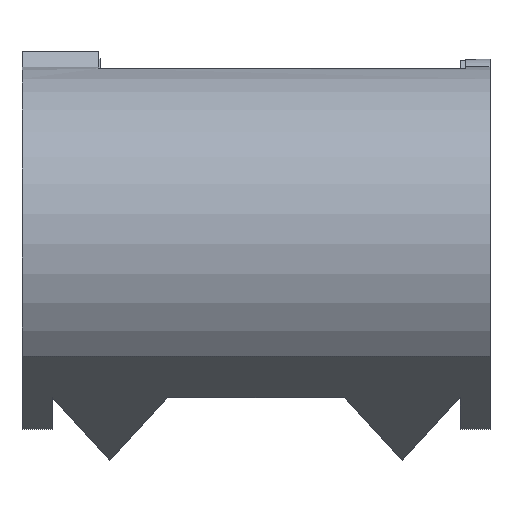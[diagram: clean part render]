
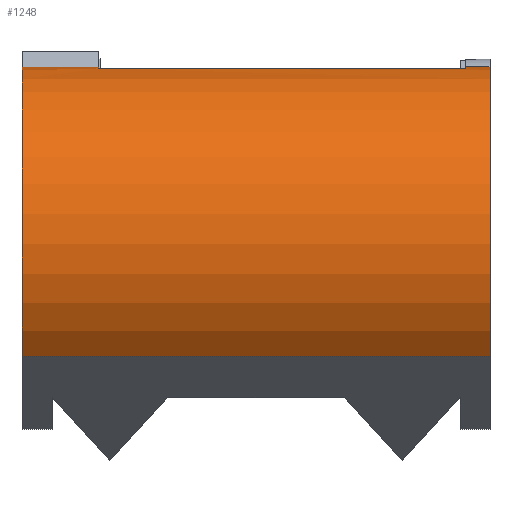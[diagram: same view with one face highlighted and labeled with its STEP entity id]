
A CAD part, front view. The second image highlights one B-rep face of the part: STEP entity #1248.
In plain terms, the highlighted cylindrical face has radius 29.518 mm (diameter 59.036 mm), a partial arc.
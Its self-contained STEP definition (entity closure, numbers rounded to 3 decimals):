
#121=FACE_OUTER_BOUND('',#192,.T.);
#192=EDGE_LOOP('',(#1100,#1101,#1102,#1103,#1104,#1105,#1106,#1107));
#214=LINE('',#1733,#355);
#250=LINE('',#1815,#391);
#261=LINE('',#1844,#402);
#327=LINE('',#2019,#468);
#355=VECTOR('',#1384,10.);
#391=VECTOR('',#1452,10.);
#402=VECTOR('',#1477,10.);
#468=VECTOR('',#1649,10.);
#496=CIRCLE('',#1273,29.518);
#498=CIRCLE('',#1283,29.518);
#503=CIRCLE('',#1292,29.518);
#524=CIRCLE('',#1348,29.518);
#535=VERTEX_POINT('',#1730);
#536=VERTEX_POINT('',#1732);
#539=VERTEX_POINT('',#1740);
#556=VERTEX_POINT('',#1790);
#566=VERTEX_POINT('',#1813);
#575=VERTEX_POINT('',#1836);
#577=VERTEX_POINT('',#1842);
#633=VERTEX_POINT('',#2018);
#654=EDGE_CURVE('',#535,#536,#214,.T.);
#659=EDGE_CURVE('',#535,#539,#496,.T.);
#683=EDGE_CURVE('',#536,#556,#498,.T.);
#695=EDGE_CURVE('',#539,#566,#250,.T.);
#707=EDGE_CURVE('',#566,#575,#503,.T.);
#710=EDGE_CURVE('',#577,#575,#261,.T.);
#797=EDGE_CURVE('',#633,#556,#327,.T.);
#801=EDGE_CURVE('',#633,#577,#524,.T.);
#1100=ORIENTED_EDGE('',*,*,#695,.T.);
#1101=ORIENTED_EDGE('',*,*,#707,.T.);
#1102=ORIENTED_EDGE('',*,*,#710,.F.);
#1103=ORIENTED_EDGE('',*,*,#801,.F.);
#1104=ORIENTED_EDGE('',*,*,#797,.T.);
#1105=ORIENTED_EDGE('',*,*,#683,.F.);
#1106=ORIENTED_EDGE('',*,*,#654,.F.);
#1107=ORIENTED_EDGE('',*,*,#659,.T.);
#1196=CYLINDRICAL_SURFACE('',#1347,29.518);
#1248=ADVANCED_FACE('',(#121),#1196,.T.);
#1273=AXIS2_PLACEMENT_3D('',#1742,#1392,#1393);
#1283=AXIS2_PLACEMENT_3D('',#1791,#1434,#1435);
#1292=AXIS2_PLACEMENT_3D('',#1838,#1471,#1472);
#1347=AXIS2_PLACEMENT_3D('',#2024,#1653,#1654);
#1348=AXIS2_PLACEMENT_3D('',#2025,#1655,#1656);
#1384=DIRECTION('',(1.,0.,0.));
#1392=DIRECTION('center_axis',(1.,0.,0.));
#1393=DIRECTION('ref_axis',(0.,-0.489,-0.873));
#1434=DIRECTION('center_axis',(1.,0.,0.));
#1435=DIRECTION('ref_axis',(0.,-0.489,-0.873));
#1452=DIRECTION('',(-1.,0.,0.));
#1471=DIRECTION('center_axis',(-1.,0.,0.));
#1472=DIRECTION('ref_axis',(0.,-0.489,-0.873));
#1477=DIRECTION('',(1.,0.,0.));
#1649=DIRECTION('',(1.,0.,0.));
#1653=DIRECTION('center_axis',(-1.,0.,0.));
#1654=DIRECTION('ref_axis',(0.,-0.489,-0.873));
#1655=DIRECTION('center_axis',(-1.,0.,0.));
#1656=DIRECTION('ref_axis',(0.,-0.489,-0.873));
#1730=CARTESIAN_POINT('',(238.,235.22,641.968));
#1732=CARTESIAN_POINT('',(242.,235.22,641.968));
#1733=CARTESIAN_POINT('',(167.,235.22,641.968));
#1740=CARTESIAN_POINT('',(238.,227.171,642.036));
#1742=CARTESIAN_POINT('Origin',(238.,230.946,612.76));
#1790=CARTESIAN_POINT('',(242.,208.087,594.085));
#1791=CARTESIAN_POINT('Origin',(242.,230.946,612.76));
#1813=CARTESIAN_POINT('',(176.8,227.171,642.036));
#1815=CARTESIAN_POINT('',(167.,227.171,642.036));
#1836=CARTESIAN_POINT('',(176.8,235.22,641.968));
#1838=CARTESIAN_POINT('Origin',(176.8,230.946,612.76));
#1842=CARTESIAN_POINT('',(164.,235.22,641.968));
#1844=CARTESIAN_POINT('',(167.,235.22,641.968));
#2018=CARTESIAN_POINT('',(164.,208.087,594.085));
#2019=CARTESIAN_POINT('',(167.,208.087,594.085));
#2024=CARTESIAN_POINT('Origin',(167.,230.946,612.76));
#2025=CARTESIAN_POINT('Origin',(164.,230.946,612.76));
